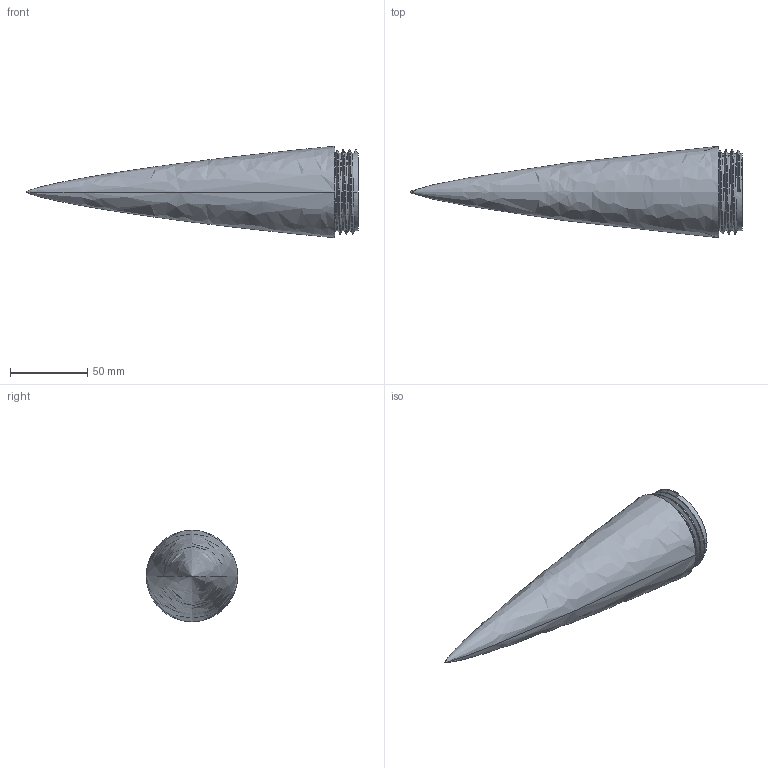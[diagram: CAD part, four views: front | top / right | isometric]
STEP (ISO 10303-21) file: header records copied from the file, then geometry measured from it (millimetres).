
FILE_DESCRIPTION (( 'STEP AP214' ), '1' );
FILE_NAME ('Jefff Nose Cone Top.STEP', '2024-06-23T20:44:22', ( '' ), ( '' ), 'SwSTEP 2.0', 'SolidWorks 2024', '' );
FILE_SCHEMA (( 'AUTOMOTIVE_DESIGN' ));
Length unit declared in the file: millimetre
Products named in the file (1): Jefff Nose Cone Top
Bounding box: 215 x 59.26 x 59.26 mm (x, y, z)
Volume: 105452.8 mm3; surface area: 45763.7 mm2
Topology: 1 solids, 1 shells, 29 faces, 76 edges, 47 vertices
Faces by surface type: cylinder 14, torus 7, bspline 5, plane 3
Entity records: 3079 total; most frequent: CARTESIAN_POINT 2459, ORIENTED_EDGE 144, DIRECTION 105, EDGE_CURVE 72, VERTEX_POINT 47, AXIS2_PLACEMENT_3D 44, EDGE_LOOP 31, FACE_OUTER_BOUND 29
